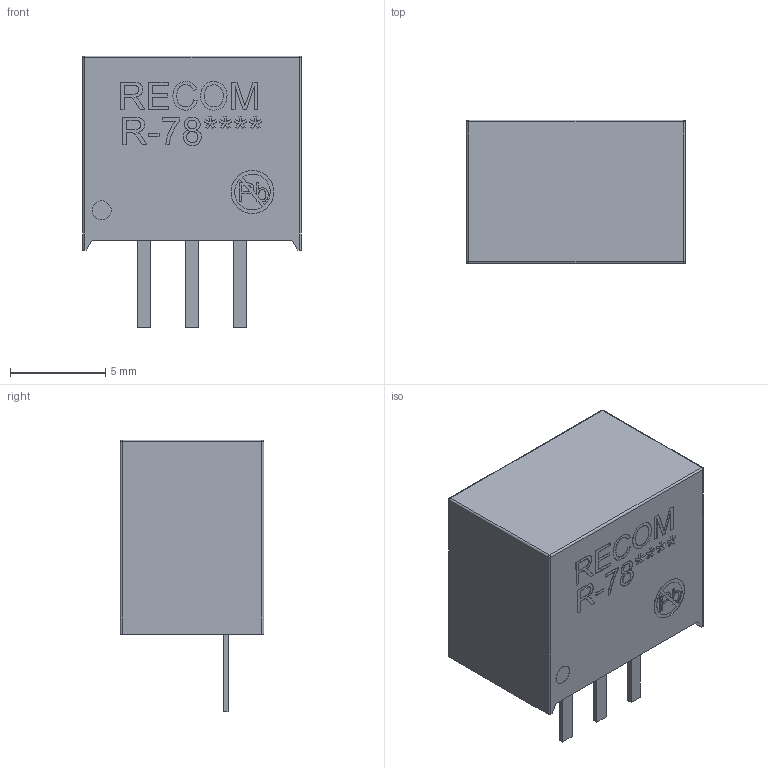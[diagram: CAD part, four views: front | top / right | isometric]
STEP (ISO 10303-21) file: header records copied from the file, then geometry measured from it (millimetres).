
FILE_DESCRIPTION( ( 'Unknown' ), '1' );
FILE_NAME( 'R-78.stp', 'Unknown', ( 'Unknown' ), ( 'Unknown' ), 'XStep 1.0', 'Unknown', ' ' );
FILE_SCHEMA( ( 'automotive_design' ) );
Length unit declared in the file: millimetre
Products named in the file (1): 1
Bounding box: 11.5 x 7.55 x 14.3 mm (x, y, z)
Volume: 846.1 mm3; surface area: 580.6 mm2
Topology: 1 solids, 1 shells, 216 faces, 550 edges, 360 vertices
Faces by surface type: plane 132, extrusion 68, cylinder 12, sphere 4
Full cylindrical faces by diameter (mm): 1 x1, 2.255 x1
Entity records: 9613 total; most frequent: CARTESIAN_POINT 3222, ORIENTED_EDGE 1080, DIRECTION 648, EDGE_CURVE 540, VERTEX_POINT 360, B_SPLINE_CURVE_WITH_KNOTS 350, VECTOR 302, EDGE_LOOP 250
